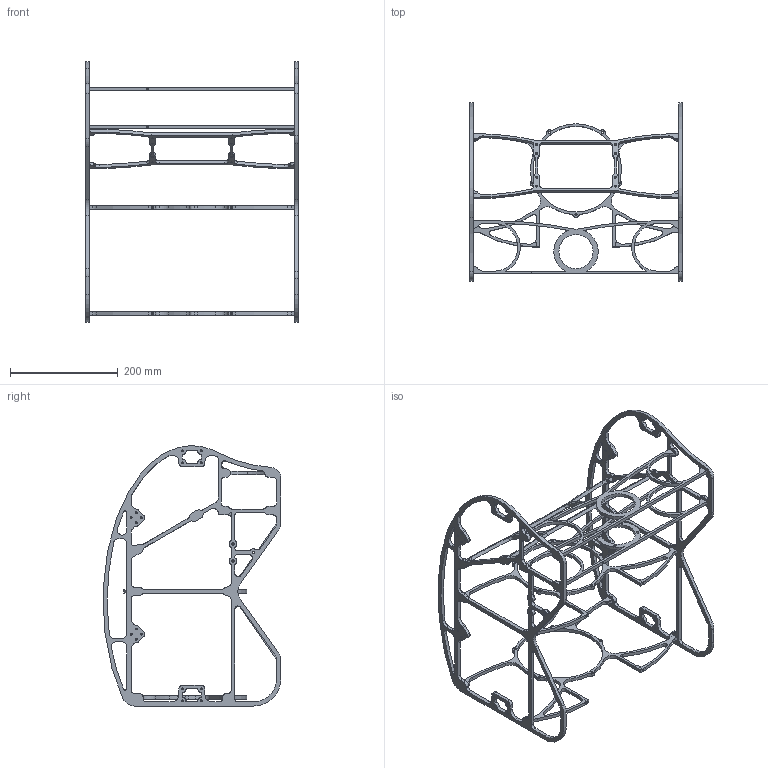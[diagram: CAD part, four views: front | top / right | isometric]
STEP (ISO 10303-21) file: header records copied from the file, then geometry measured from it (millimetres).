
FILE_DESCRIPTION (( 'STEP AP214' ), '1' );
FILE_NAME ('A. Frame Epsilon.STEP', '2016-04-26T18:55:04', ( '' ), ( '' ), 'SwSTEP 2.0', 'SolidWorks 2015', '' );
FILE_SCHEMA (( 'AUTOMOTIVE_DESIGN' ));
Length unit declared in the file: inch
Products named in the file (1): A.  Frame Epsilon
Bounding box: 393.7 x 329.85 x 482.39 mm (x, y, z)
Volume: 564958.7 mm3; surface area: 328041.9 mm2
Topology: 1 solids, 1 shells, 885 faces, 2665 edges, 1770 vertices
Faces by surface type: cylinder 627, plane 236, bspline 14, cone 8
Entity records: 43118 total; most frequent: CARTESIAN_POINT 6357, DIRECTION 5555, ORIENTED_EDGE 5314, EDGE_CURVE 2657, AXIS2_PLACEMENT_3D 2102, VERTEX_POINT 1770, LINE 1351, VECTOR 1351
